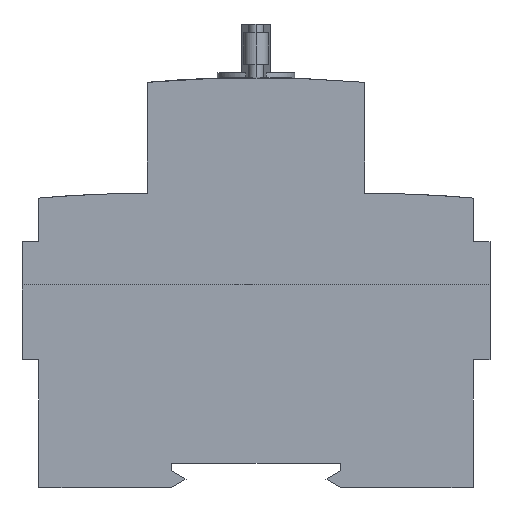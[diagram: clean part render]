
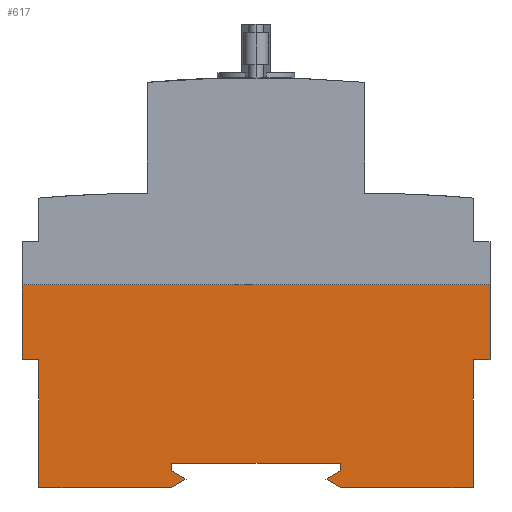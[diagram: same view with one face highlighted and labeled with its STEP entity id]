
A CAD part, left-side view. The second image highlights one B-rep face of the part: STEP entity #617.
In plain terms, the highlighted planar face has unit normal (-1, 0, 0).
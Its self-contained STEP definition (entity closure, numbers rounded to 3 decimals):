
#531 = EDGE_CURVE ( 'NONE', #610, #533, #3277, .T. ) ;
#532 = VERTEX_POINT ( 'NONE', #3269 ) ;
#533 = VERTEX_POINT ( 'NONE', #3268 ) ;
#537 = ORIENTED_EDGE ( 'NONE', *, *, #611, .T. ) ;
#538 = ORIENTED_EDGE ( 'NONE', *, *, #539, .T. ) ;
#539 = EDGE_CURVE ( 'NONE', #610, #599, #3314, .T. ) ;
#541 = VERTEX_POINT ( 'NONE', #3310 ) ;
#574 = EDGE_CURVE ( 'NONE', #582, #650, #3401, .T. ) ;
#575 = ORIENTED_EDGE ( 'NONE', *, *, #574, .T. ) ;
#576 = ORIENTED_EDGE ( 'NONE', *, *, #639, .T. ) ;
#579 = ORIENTED_EDGE ( 'NONE', *, *, #661, .F. ) ;
#580 = ORIENTED_EDGE ( 'NONE', *, *, #665, .T. ) ;
#582 = VERTEX_POINT ( 'NONE', #3392 ) ;
#584 = ORIENTED_EDGE ( 'NONE', *, *, #585, .T. ) ;
#585 = EDGE_CURVE ( 'NONE', #587, #586, #3387, .T. ) ;
#586 = VERTEX_POINT ( 'NONE', #3383 ) ;
#587 = VERTEX_POINT ( 'NONE', #3382 ) ;
#588 = ORIENTED_EDGE ( 'NONE', *, *, #590, .T. ) ;
#589 = ORIENTED_EDGE ( 'NONE', *, *, #597, .F. ) ;
#590 = EDGE_CURVE ( 'NONE', #598, #587, #3381, .T. ) ;
#591 = VERTEX_POINT ( 'NONE', #3377 ) ;
#592 = ORIENTED_EDGE ( 'NONE', *, *, #595, .F. ) ;
#593 = ORIENTED_EDGE ( 'NONE', *, *, #596, .F. ) ;
#594 = VERTEX_POINT ( 'NONE', #3376 ) ;
#595 = EDGE_CURVE ( 'NONE', #591, #602, #3435, .T. ) ;
#596 = EDGE_CURVE ( 'NONE', #594, #591, #3431, .T. ) ;
#597 = EDGE_CURVE ( 'NONE', #598, #594, #3427, .T. ) ;
#598 = VERTEX_POINT ( 'NONE', #3423 ) ;
#599 = VERTEX_POINT ( 'NONE', #3422 ) ;
#600 = ORIENTED_EDGE ( 'NONE', *, *, #612, .F. ) ;
#601 = ORIENTED_EDGE ( 'NONE', *, *, #605, .F. ) ;
#602 = VERTEX_POINT ( 'NONE', #3421 ) ;
#605 = EDGE_CURVE ( 'NONE', #602, #609, #3416, .T. ) ;
#606 = VERTEX_POINT ( 'NONE', #3412 ) ;
#607 = ORIENTED_EDGE ( 'NONE', *, *, #608, .F. ) ;
#608 = EDGE_CURVE ( 'NONE', #609, #606, #3411, .T. ) ;
#609 = VERTEX_POINT ( 'NONE', #3407 ) ;
#610 = VERTEX_POINT ( 'NONE', #3406 ) ;
#611 = EDGE_CURVE ( 'NONE', #541, #532, #3470, .T. ) ;
#612 = EDGE_CURVE ( 'NONE', #606, #599, #3466, .T. ) ;
#613 = ORIENTED_EDGE ( 'NONE', *, *, #616, .T. ) ;
#616 = EDGE_CURVE ( 'NONE', #532, #533, #3454, .T. ) ;
#617 = ADVANCED_FACE ( 'NONE', ( #3449 ), #3496, .T. ) ;
#618 = EDGE_LOOP ( 'NONE', ( #537, #613, #619, #538, #600, #607, #601, #592, #593, #589, #588, #584, #580, #575, #576, #579 ) ) ;
#619 = ORIENTED_EDGE ( 'NONE', *, *, #531, .F. ) ;
#638 = VERTEX_POINT ( 'NONE', #3476 ) ;
#639 = EDGE_CURVE ( 'NONE', #650, #638, #3475, .T. ) ;
#650 = VERTEX_POINT ( 'NONE', #3502 ) ;
#661 = EDGE_CURVE ( 'NONE', #541, #638, #3548, .T. ) ;
#665 = EDGE_CURVE ( 'NONE', #586, #582, #3539, .T. ) ;
#3268 = CARTESIAN_POINT ( 'NONE',  ( -22.5, 48.5, 42. ) ) ;
#3269 = CARTESIAN_POINT ( 'NONE',  ( -22.5, -48.5, 42. ) ) ;
#3270 = DIRECTION ( 'NONE',  ( 0., 0., 1. ) ) ;
#3271 = VECTOR ( 'NONE', #3270, 1000. ) ;
#3272 = CARTESIAN_POINT ( 'NONE',  ( -22.5, 48.5, 51. ) ) ;
#3277 = LINE ( 'NONE', #3272, #3271 ) ;
#3310 = CARTESIAN_POINT ( 'NONE',  ( -22.5, -48.5, 26.5 ) ) ;
#3311 = DIRECTION ( 'NONE',  ( 0., -1., 0. ) ) ;
#3312 = VECTOR ( 'NONE', #3311, 1000. ) ;
#3313 = CARTESIAN_POINT ( 'NONE',  ( -22.5, 48.5, 26.5 ) ) ;
#3314 = LINE ( 'NONE', #3313, #3312 ) ;
#3376 = CARTESIAN_POINT ( 'NONE',  ( -22.5, 17.5, 5. ) ) ;
#3377 = CARTESIAN_POINT ( 'NONE',  ( -22.5, 17.5, 3.5 ) ) ;
#3378 = DIRECTION ( 'NONE',  ( 0., 0., -1. ) ) ;
#3379 = VECTOR ( 'NONE', #3378, 1000. ) ;
#3380 = CARTESIAN_POINT ( 'NONE',  ( -22.5, -17.5, 3.5 ) ) ;
#3381 = LINE ( 'NONE', #3380, #3379 ) ;
#3382 = CARTESIAN_POINT ( 'NONE',  ( -22.5, -17.5, 3.5 ) ) ;
#3383 = CARTESIAN_POINT ( 'NONE',  ( -22.5, -14.503, 1.75 ) ) ;
#3384 = DIRECTION ( 'NONE',  ( 0., 0.864, -0.504 ) ) ;
#3385 = VECTOR ( 'NONE', #3384, 1000. ) ;
#3386 = CARTESIAN_POINT ( 'NONE',  ( -22.5, -14.503, 1.75 ) ) ;
#3387 = LINE ( 'NONE', #3386, #3385 ) ;
#3392 = CARTESIAN_POINT ( 'NONE',  ( -22.5, -17.5, 0. ) ) ;
#3398 = DIRECTION ( 'NONE',  ( 0., -1., 0. ) ) ;
#3399 = VECTOR ( 'NONE', #3398, 1000. ) ;
#3400 = CARTESIAN_POINT ( 'NONE',  ( -22.5, -45., 0. ) ) ;
#3401 = LINE ( 'NONE', #3400, #3399 ) ;
#3406 = CARTESIAN_POINT ( 'NONE',  ( -22.5, 48.5, 26.5 ) ) ;
#3407 = CARTESIAN_POINT ( 'NONE',  ( -22.5, 17.5, 0. ) ) ;
#3408 = DIRECTION ( 'NONE',  ( 0., 1., 0. ) ) ;
#3409 = VECTOR ( 'NONE', #3408, 1000. ) ;
#3410 = CARTESIAN_POINT ( 'NONE',  ( -22.5, 45., 0. ) ) ;
#3411 = LINE ( 'NONE', #3410, #3409 ) ;
#3412 = CARTESIAN_POINT ( 'NONE',  ( -22.5, 45., 0. ) ) ;
#3413 = DIRECTION ( 'NONE',  ( 0., 0.864, -0.504 ) ) ;
#3414 = VECTOR ( 'NONE', #3413, 1000. ) ;
#3415 = CARTESIAN_POINT ( 'NONE',  ( -22.5, 17.5, 0. ) ) ;
#3416 = LINE ( 'NONE', #3415, #3414 ) ;
#3421 = CARTESIAN_POINT ( 'NONE',  ( -22.5, 14.503, 1.75 ) ) ;
#3422 = CARTESIAN_POINT ( 'NONE',  ( -22.5, 45., 26.5 ) ) ;
#3423 = CARTESIAN_POINT ( 'NONE',  ( -22.5, -17.5, 5. ) ) ;
#3424 = DIRECTION ( 'NONE',  ( 0., 1., 0. ) ) ;
#3425 = VECTOR ( 'NONE', #3424, 1000. ) ;
#3426 = CARTESIAN_POINT ( 'NONE',  ( -22.5, 17.5, 5. ) ) ;
#3427 = LINE ( 'NONE', #3426, #3425 ) ;
#3428 = DIRECTION ( 'NONE',  ( 0., 0., -1. ) ) ;
#3429 = VECTOR ( 'NONE', #3428, 1000. ) ;
#3430 = CARTESIAN_POINT ( 'NONE',  ( -22.5, 17.5, 3.5 ) ) ;
#3431 = LINE ( 'NONE', #3430, #3429 ) ;
#3432 = DIRECTION ( 'NONE',  ( 0., -0.864, -0.504 ) ) ;
#3433 = VECTOR ( 'NONE', #3432, 1000. ) ;
#3434 = CARTESIAN_POINT ( 'NONE',  ( -22.5, 14.503, 1.75 ) ) ;
#3435 = LINE ( 'NONE', #3434, #3433 ) ;
#3449 = FACE_OUTER_BOUND ( 'NONE', #618, .T. ) ;
#3450 = DIRECTION ( 'NONE',  ( 0., 1., 0. ) ) ;
#3451 = VECTOR ( 'NONE', #3450, 1000. ) ;
#3452 = CARTESIAN_POINT ( 'NONE',  ( -22.5, 0., 42. ) ) ;
#3454 = LINE ( 'NONE', #3452, #3451 ) ;
#3463 = DIRECTION ( 'NONE',  ( 0., 0., 1. ) ) ;
#3464 = VECTOR ( 'NONE', #3463, 1000. ) ;
#3465 = CARTESIAN_POINT ( 'NONE',  ( -22.5, 45., 60. ) ) ;
#3466 = LINE ( 'NONE', #3465, #3464 ) ;
#3467 = DIRECTION ( 'NONE',  ( 0., 0., 1. ) ) ;
#3468 = VECTOR ( 'NONE', #3467, 1000. ) ;
#3469 = CARTESIAN_POINT ( 'NONE',  ( -22.5, -48.5, 51. ) ) ;
#3470 = LINE ( 'NONE', #3469, #3468 ) ;
#3472 = DIRECTION ( 'NONE',  ( 0., 0., 1. ) ) ;
#3473 = VECTOR ( 'NONE', #3472, 1000. ) ;
#3474 = CARTESIAN_POINT ( 'NONE',  ( -22.5, -45., 60. ) ) ;
#3475 = LINE ( 'NONE', #3474, #3473 ) ;
#3476 = CARTESIAN_POINT ( 'NONE',  ( -22.5, -45., 26.5 ) ) ;
#3492 = DIRECTION ( 'NONE',  ( 0., 0., 1. ) ) ;
#3493 = DIRECTION ( 'NONE',  ( -1., 0., 0. ) ) ;
#3494 = CARTESIAN_POINT ( 'NONE',  ( -22.5, 0., -168.625 ) ) ;
#3495 = AXIS2_PLACEMENT_3D ( 'NONE', #3494, #3493, #3492 ) ;
#3496 = PLANE ( 'NONE',  #3495 ) ;
#3502 = CARTESIAN_POINT ( 'NONE',  ( -22.5, -45., 0. ) ) ;
#3536 = DIRECTION ( 'NONE',  ( 0., -0.864, -0.504 ) ) ;
#3537 = VECTOR ( 'NONE', #3536, 1000. ) ;
#3538 = CARTESIAN_POINT ( 'NONE',  ( -22.5, -17.5, 0. ) ) ;
#3539 = LINE ( 'NONE', #3538, #3537 ) ;
#3545 = DIRECTION ( 'NONE',  ( 0., 1., 0. ) ) ;
#3546 = VECTOR ( 'NONE', #3545, 1000. ) ;
#3547 = CARTESIAN_POINT ( 'NONE',  ( -22.5, -48.5, 26.5 ) ) ;
#3548 = LINE ( 'NONE', #3547, #3546 ) ;
